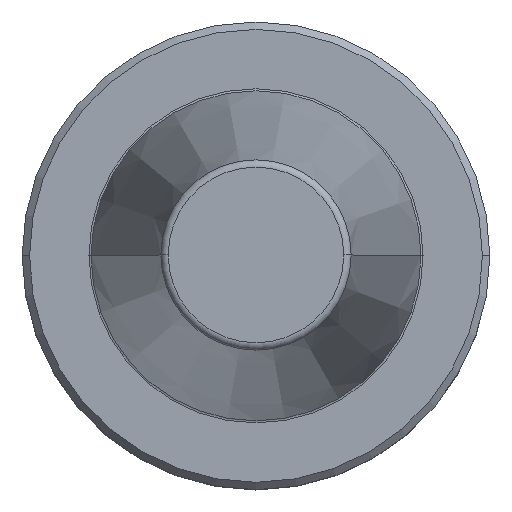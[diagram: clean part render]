
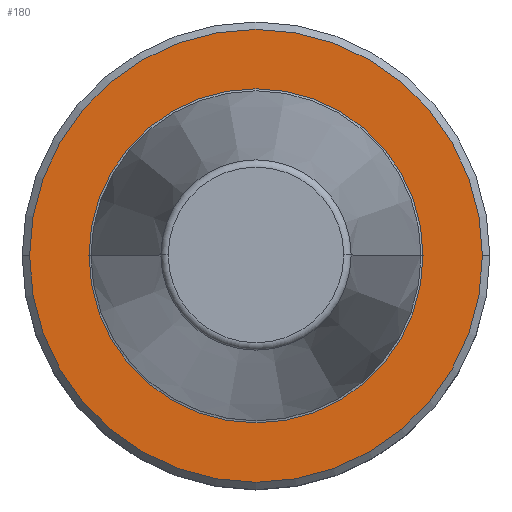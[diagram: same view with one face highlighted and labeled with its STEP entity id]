
A CAD part, top view. The second image highlights one B-rep face of the part: STEP entity #180.
In plain terms, the highlighted planar face has unit normal (0, 0, 1).
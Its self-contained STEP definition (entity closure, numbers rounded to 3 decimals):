
#40 = ORIENTED_EDGE ( 'NONE', *, *, #519, .F. ) ;
#43 = FACE_OUTER_BOUND ( 'NONE', #309, .T. ) ;
#81 = ORIENTED_EDGE ( 'NONE', *, *, #373, .F. ) ;
#82 = DIRECTION ( 'NONE',  ( 0., 0., 1. ) ) ;
#138 = AXIS2_PLACEMENT_3D ( 'NONE', #1014, #948, #460 ) ;
#157 = DIRECTION ( 'NONE',  ( 0., 0., 1. ) ) ;
#180 = ADVANCED_FACE ( 'NONE', ( #433, #43 ), #960, .F. ) ;
#188 = CIRCLE ( 'NONE', #769, 30.5 ) ;
#211 = EDGE_CURVE ( 'NONE', #1035, #607, #188, .T. ) ;
#272 = CARTESIAN_POINT ( 'NONE',  ( 30.5, 0., -67.4 ) ) ;
#287 = CARTESIAN_POINT ( 'NONE',  ( -22.5, 0., -67.4 ) ) ;
#298 = DIRECTION ( 'NONE',  ( 0., 0., 1. ) ) ;
#309 = EDGE_LOOP ( 'NONE', ( #332, #781 ) ) ;
#316 = DIRECTION ( 'NONE',  ( 0., 0., -1. ) ) ;
#332 = ORIENTED_EDGE ( 'NONE', *, *, #865, .T. ) ;
#373 = EDGE_CURVE ( 'NONE', #949, #582, #971, .T. ) ;
#433 = FACE_BOUND ( 'NONE', #797, .T. ) ;
#439 = CARTESIAN_POINT ( 'NONE',  ( -30.5, 0., -67.4 ) ) ;
#459 = CIRCLE ( 'NONE', #682, 30.5 ) ;
#460 = DIRECTION ( 'NONE',  ( 1., 0., 0. ) ) ;
#466 = CIRCLE ( 'NONE', #793, 22.5 ) ;
#512 = DIRECTION ( 'NONE',  ( 1., 0., 0. ) ) ;
#519 = EDGE_CURVE ( 'NONE', #582, #949, #466, .T. ) ;
#560 = CARTESIAN_POINT ( 'NONE',  ( 0., 0., -67.4 ) ) ;
#582 = VERTEX_POINT ( 'NONE', #287 ) ;
#607 = VERTEX_POINT ( 'NONE', #439 ) ;
#640 = CARTESIAN_POINT ( 'NONE',  ( 0., 0., -67.4 ) ) ;
#641 = DIRECTION ( 'NONE',  ( 1., 0., 0. ) ) ;
#682 = AXIS2_PLACEMENT_3D ( 'NONE', #640, #157, #718 ) ;
#718 = DIRECTION ( 'NONE',  ( 1., 0., 0. ) ) ;
#762 = CARTESIAN_POINT ( 'NONE',  ( 0., 0., -67.4 ) ) ;
#769 = AXIS2_PLACEMENT_3D ( 'NONE', #560, #82, #641 ) ;
#781 = ORIENTED_EDGE ( 'NONE', *, *, #211, .T. ) ;
#793 = AXIS2_PLACEMENT_3D ( 'NONE', #762, #298, #512 ) ;
#797 = EDGE_LOOP ( 'NONE', ( #81, #40 ) ) ;
#812 = CARTESIAN_POINT ( 'NONE',  ( 22.5, 0., -67.4 ) ) ;
#865 = EDGE_CURVE ( 'NONE', #607, #1035, #459, .T. ) ;
#873 = DIRECTION ( 'NONE',  ( -1., 0., 0. ) ) ;
#890 = AXIS2_PLACEMENT_3D ( 'NONE', #981, #316, #873 ) ;
#948 = DIRECTION ( 'NONE',  ( 0., 0., 1. ) ) ;
#949 = VERTEX_POINT ( 'NONE', #812 ) ;
#960 = PLANE ( 'NONE',  #890 ) ;
#971 = CIRCLE ( 'NONE', #138, 22.5 ) ;
#981 = CARTESIAN_POINT ( 'NONE',  ( 0., 0., -67.4 ) ) ;
#1014 = CARTESIAN_POINT ( 'NONE',  ( 0., 0., -67.4 ) ) ;
#1035 = VERTEX_POINT ( 'NONE', #272 ) ;
